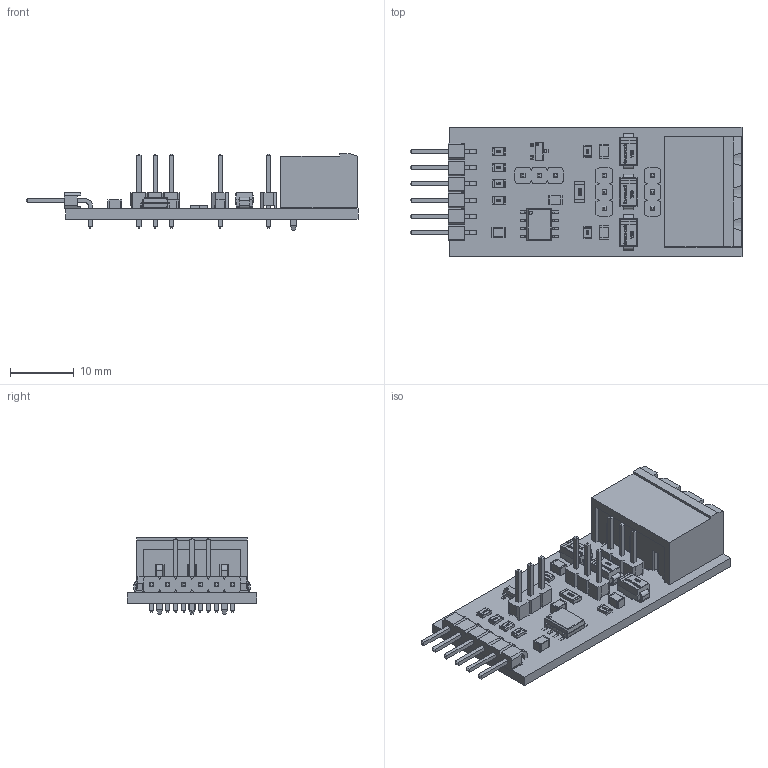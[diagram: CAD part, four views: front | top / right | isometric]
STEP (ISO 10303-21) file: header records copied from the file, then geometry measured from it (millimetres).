
FILE_DESCRIPTION(('Open CASCADE Model'),'2;1');
FILE_NAME('Open CASCADE Shape Model','2021-05-23T15:44:13',('Author'),( 'Open CASCADE'),'Open CASCADE STEP processor 6.8','Open CASCADE 6.8' ,'Unknown');
FILE_SCHEMA(('AUTOMOTIVE_DESIGN { 1 0 10303 214 1 1 1 1 }'));
Length unit declared in the file: millimetre
Products named in the file (60): PCB; Board; Open CASCADE STEP translator 6.8 1.1.1; X2; 691313510003_(rev1); 6913135100xx_PIN; 691311500103; X1; 61300611021_(rev1); 6130xx11021_PIN; 61300611021; U1; 6234492560; Open_CASCADE_STEP_translator_6.8_18.1; Body; Open_CASCADE_STEP_translator_6.8_18.2.1; Leader; R4; User_Library-R_0805; R3; User_Library-R_1206; R2; R1; R7; R6; R5; Q1; User_Library-SOT23-3; J3; 61300311121_Download_STP_61300311121_rev1; 61300311121; 6130xx11121_PIN; J2; J1; D3; User_Library-DIOM5528X26; D2; D1; C2; 6234492240 ...
Assembly tree (85 placements, depth 5):
  PCB
    Board
      Open CASCADE STEP translator 6.8 1.1.1
    X2
      691313510003_(rev1)
        6913135100xx_PIN  x3
        691311500103
    X1
      61300611021_(rev1)
        6130xx11021_PIN  x6
        61300611021
    U1
      6234492560
        Open_CASCADE_STEP_translator_6.8_18.1
        Body
          Open_CASCADE_STEP_translator_6.8_18.2.1
        Leader  x8
    R4
      User_Library-R_0805
    R3
      User_Library-R_1206
    R2
      User_Library-R_0805
    R1
      User_Library-R_0805
    R7
      User_Library-R_0805
    R6
      User_Library-R_0805
    R5
      User_Library-R_0805
    Q1
      User_Library-SOT23-3
    J3
      61300311121_Download_STP_61300311121_rev1
        61300311121
        6130xx11121_PIN  x3
    J2
      61300311121_Download_STP_61300311121_rev1
        61300311121
        6130xx11121_PIN  x3
    J1
      61300311121_Download_STP_61300311121_rev1
        61300311121
        6130xx11121_PIN  x3
    D3
      User_Library-DIOM5528X26
    D2
      User_Library-DIOM5528X26
    D1
      User_Library-DIOM5528X26
    C2
      6234492240
        Terminal
          Open_CASCADE_STEP_translator_6.8_27.1.1
          Open_CASCADE_STEP_translator_6.8_27.1.2
        Mid_Body
          Open_CASCADE_STEP_translator_6.8_27.2.1
    C1
      6234492240
Bounding box: 51.97 x 20.32 x 12 mm (x, y, z)
Volume: 2710.7 mm3; surface area: 5428.9 mm2
Topology: 77 solids, 78 shells, 2245 faces, 5734 edges, 3682 vertices
Faces by surface type: plane 1422, bspline 407, cylinder 369, sphere 44, torus 3
Full cylindrical faces by diameter (mm): 0.5 x1, 2.75 x3
Entity records: 39021 total; most frequent: CARTESIAN_POINT 12045, ORIENTED_EDGE 4741, DIRECTION 4028, EDGE_CURVE 2371, LINE 1652, VECTOR 1652, VERTEX_POINT 1534, AXIS2_PLACEMENT_3D 1188
